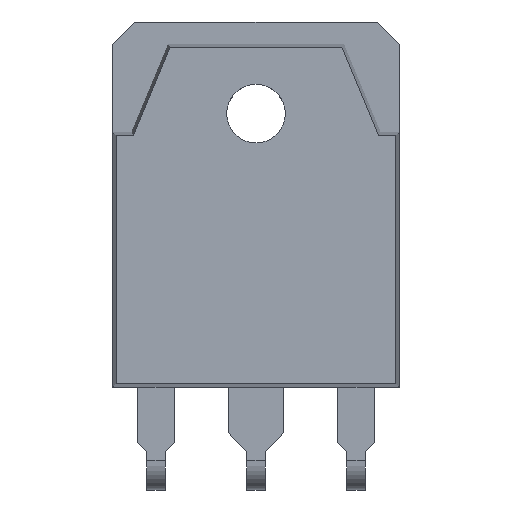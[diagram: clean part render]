
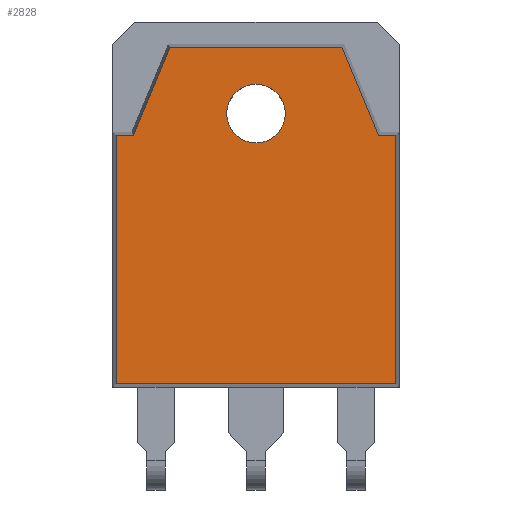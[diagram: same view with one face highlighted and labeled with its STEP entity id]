
A CAD part, top view. The second image highlights one B-rep face of the part: STEP entity #2828.
In plain terms, the highlighted planar face has unit normal (0, 0, 1).
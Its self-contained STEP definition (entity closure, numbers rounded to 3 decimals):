
#60 = EDGE_CURVE ( 'NONE', #1867, #1900, #3275, .T. ) ;
#74 = CIRCLE ( 'NONE', #576, 1.6 ) ;
#190 = DIRECTION ( 'NONE',  ( 0., 0., 1. ) ) ;
#258 = LINE ( 'NONE', #842, #2095 ) ;
#262 = VERTEX_POINT ( 'NONE', #1208 ) ;
#308 = DIRECTION ( 'NONE',  ( 0., 0., -1. ) ) ;
#384 = CIRCLE ( 'NONE', #3146, 1.6 ) ;
#439 = VERTEX_POINT ( 'NONE', #2163 ) ;
#462 = EDGE_CURVE ( 'NONE', #2751, #2785, #1275, .T. ) ;
#500 = ORIENTED_EDGE ( 'NONE', *, *, #2550, .T. ) ;
#576 = AXIS2_PLACEMENT_3D ( 'NONE', #3156, #3818, #745 ) ;
#592 = ORIENTED_EDGE ( 'NONE', *, *, #2832, .T. ) ;
#617 = CARTESIAN_POINT ( 'NONE',  ( -10.569, 4.404, 3.3 ) ) ;
#637 = PLANE ( 'NONE',  #652 ) ;
#642 = CARTESIAN_POINT ( 'NONE',  ( 10.569, 4.404, 3.3 ) ) ;
#652 = AXIS2_PLACEMENT_3D ( 'NONE', #1807, #308, #1510 ) ;
#672 = EDGE_CURVE ( 'NONE', #1370, #262, #1248, .T. ) ;
#696 = DIRECTION ( 'NONE',  ( 0., -1., 0. ) ) ;
#730 = EDGE_LOOP ( 'NONE', ( #2058, #1912 ) ) ;
#745 = DIRECTION ( 'NONE',  ( 1., 0., 0. ) ) ;
#792 = DIRECTION ( 'NONE',  ( 1., 0., 0. ) ) ;
#803 = DIRECTION ( 'NONE',  ( -1., 0., 0. ) ) ;
#810 = EDGE_CURVE ( 'NONE', #3036, #3758, #384, .T. ) ;
#842 = CARTESIAN_POINT ( 'NONE',  ( 0., 0.173, 3.3 ) ) ;
#867 = FACE_BOUND ( 'NONE', #730, .T. ) ;
#931 = VERTEX_POINT ( 'NONE', #3802 ) ;
#980 = ORIENTED_EDGE ( 'NONE', *, *, #2639, .T. ) ;
#1032 = ORIENTED_EDGE ( 'NONE', *, *, #462, .T. ) ;
#1037 = VECTOR ( 'NONE', #3669, 1000. ) ;
#1066 = ORIENTED_EDGE ( 'NONE', *, *, #2143, .T. ) ;
#1148 = VECTOR ( 'NONE', #1516, 1000. ) ;
#1152 = VECTOR ( 'NONE', #2421, 1000. ) ;
#1184 = DIRECTION ( 'NONE',  ( -0.385, -0.923, 0. ) ) ;
#1203 = LINE ( 'NONE', #3303, #1152 ) ;
#1208 = CARTESIAN_POINT ( 'NONE',  ( -7.627, 0.173, 3.3 ) ) ;
#1213 = CARTESIAN_POINT ( 'NONE',  ( -1.6, 14.9, 3.3 ) ) ;
#1248 = LINE ( 'NONE', #3304, #2209 ) ;
#1260 = EDGE_LOOP ( 'NONE', ( #3825, #500, #1032, #2033, #980, #1066, #3343, #592 ) ) ;
#1275 = LINE ( 'NONE', #2495, #1037 ) ;
#1326 = CARTESIAN_POINT ( 'NONE',  ( 1.6, 14.9, 3.3 ) ) ;
#1349 = VECTOR ( 'NONE', #803, 1000. ) ;
#1370 = VERTEX_POINT ( 'NONE', #2891 ) ;
#1460 = CARTESIAN_POINT ( 'NONE',  ( -6.685, 13.727, 3.3 ) ) ;
#1510 = DIRECTION ( 'NONE',  ( -1., 0., 0. ) ) ;
#1516 = DIRECTION ( 'NONE',  ( -0.385, 0.923, 0. ) ) ;
#1612 = LINE ( 'NONE', #2816, #1963 ) ;
#1653 = EDGE_CURVE ( 'NONE', #3758, #3036, #74, .T. ) ;
#1723 = DIRECTION ( 'NONE',  ( 1., 0., 0. ) ) ;
#1807 = CARTESIAN_POINT ( 'NONE',  ( 0., 0., 3.3 ) ) ;
#1867 = VERTEX_POINT ( 'NONE', #1992 ) ;
#1900 = VERTEX_POINT ( 'NONE', #1460 ) ;
#1912 = ORIENTED_EDGE ( 'NONE', *, *, #1653, .F. ) ;
#1963 = VECTOR ( 'NONE', #2638, 1000. ) ;
#1992 = CARTESIAN_POINT ( 'NONE',  ( -4.685, 18.527, 3.3 ) ) ;
#2023 = CARTESIAN_POINT ( 'NONE',  ( 7.627, 13.727, 3.3 ) ) ;
#2033 = ORIENTED_EDGE ( 'NONE', *, *, #2556, .T. ) ;
#2058 = ORIENTED_EDGE ( 'NONE', *, *, #810, .F. ) ;
#2095 = VECTOR ( 'NONE', #1723, 1000. ) ;
#2143 = EDGE_CURVE ( 'NONE', #931, #1867, #1612, .T. ) ;
#2163 = CARTESIAN_POINT ( 'NONE',  ( 6.685, 13.727, 3.3 ) ) ;
#2209 = VECTOR ( 'NONE', #696, 1000. ) ;
#2257 = VECTOR ( 'NONE', #1184, 1000. ) ;
#2341 = CARTESIAN_POINT ( 'NONE',  ( 7.627, 0.173, 3.3 ) ) ;
#2421 = DIRECTION ( 'NONE',  ( -1., 0., 0. ) ) ;
#2495 = CARTESIAN_POINT ( 'NONE',  ( 7.627, 0., 3.3 ) ) ;
#2550 = EDGE_CURVE ( 'NONE', #262, #2751, #258, .T. ) ;
#2556 = EDGE_CURVE ( 'NONE', #2785, #439, #2688, .T. ) ;
#2635 = CARTESIAN_POINT ( 'NONE',  ( 0., 13.727, 3.3 ) ) ;
#2638 = DIRECTION ( 'NONE',  ( -1., 0., 0. ) ) ;
#2639 = EDGE_CURVE ( 'NONE', #439, #931, #3579, .T. ) ;
#2688 = LINE ( 'NONE', #2635, #1349 ) ;
#2751 = VERTEX_POINT ( 'NONE', #2341 ) ;
#2761 = FACE_OUTER_BOUND ( 'NONE', #1260, .T. ) ;
#2785 = VERTEX_POINT ( 'NONE', #2023 ) ;
#2816 = CARTESIAN_POINT ( 'NONE',  ( 0., 18.527, 3.3 ) ) ;
#2828 = ADVANCED_FACE ( 'NONE', ( #867, #2761 ), #637, .F. ) ;
#2832 = EDGE_CURVE ( 'NONE', #1900, #1370, #1203, .T. ) ;
#2891 = CARTESIAN_POINT ( 'NONE',  ( -7.627, 13.727, 3.3 ) ) ;
#3036 = VERTEX_POINT ( 'NONE', #1326 ) ;
#3146 = AXIS2_PLACEMENT_3D ( 'NONE', #3458, #190, #792 ) ;
#3156 = CARTESIAN_POINT ( 'NONE',  ( 0., 14.9, 3.3 ) ) ;
#3275 = LINE ( 'NONE', #617, #2257 ) ;
#3303 = CARTESIAN_POINT ( 'NONE',  ( 0., 13.727, 3.3 ) ) ;
#3304 = CARTESIAN_POINT ( 'NONE',  ( -7.627, 0., 3.3 ) ) ;
#3343 = ORIENTED_EDGE ( 'NONE', *, *, #60, .T. ) ;
#3458 = CARTESIAN_POINT ( 'NONE',  ( 0., 14.9, 3.3 ) ) ;
#3579 = LINE ( 'NONE', #642, #1148 ) ;
#3669 = DIRECTION ( 'NONE',  ( 0., 1., 0. ) ) ;
#3758 = VERTEX_POINT ( 'NONE', #1213 ) ;
#3802 = CARTESIAN_POINT ( 'NONE',  ( 4.685, 18.527, 3.3 ) ) ;
#3818 = DIRECTION ( 'NONE',  ( 0., 0., 1. ) ) ;
#3825 = ORIENTED_EDGE ( 'NONE', *, *, #672, .T. ) ;
